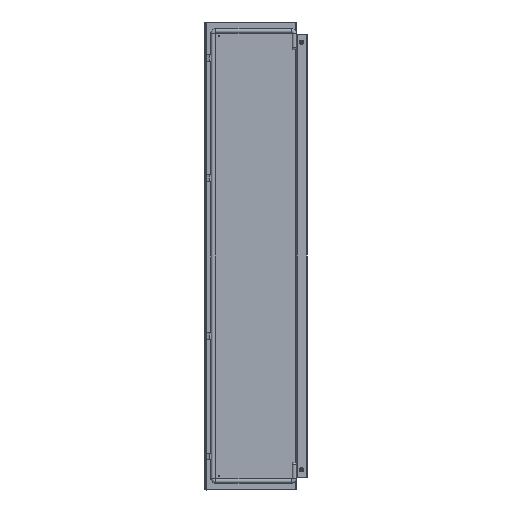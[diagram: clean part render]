
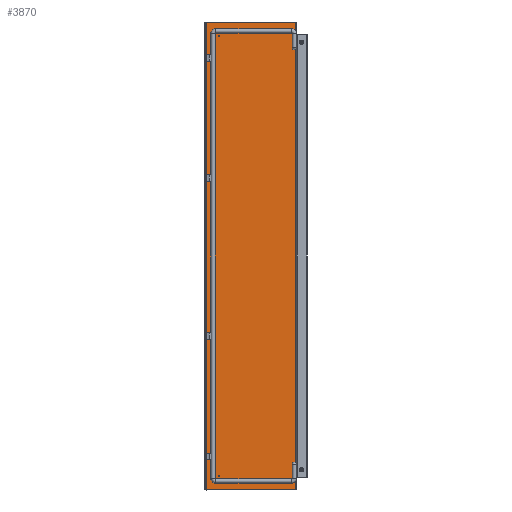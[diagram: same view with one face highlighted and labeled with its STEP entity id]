
A CAD part, left-side view. The second image highlights one B-rep face of the part: STEP entity #3870.
In plain terms, the highlighted planar face has unit normal (-1, 0, 0).
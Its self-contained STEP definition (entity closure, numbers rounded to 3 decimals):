
#1805=CARTESIAN_POINT('Vertex',(0.,-190.2,-994.5)) ;
#1828=CARTESIAN_POINT('Vertex',(0.,190.442,994.5)) ;
#1859=CARTESIAN_POINT('Vertex',(0.,-190.2,994.5)) ;
#1907=CARTESIAN_POINT('Line Origine',(0.,0.121,-994.5)) ;
#1911=CARTESIAN_POINT('Vertex',(0.,190.442,-994.5)) ;
#1943=CARTESIAN_POINT('Line Origine',(0.,0.121,994.5)) ;
#1996=CARTESIAN_POINT('Line Origine',(0.,190.442,0.)) ;
#2013=CARTESIAN_POINT('Line Origine',(0.,-190.2,0.)) ;
#3775=CARTESIAN_POINT('Axis2P3D Location',(0.,190.442,998.)) ;
#3787=CARTESIAN_POINT('Control Point',(0.,135.6,938.)) ;
#3788=CARTESIAN_POINT('Control Point',(0.,135.6,937.466)) ;
#3789=CARTESIAN_POINT('Control Point',(0.,135.705,936.932)) ;
#3790=CARTESIAN_POINT('Control Point',(0.,135.915,936.425)) ;
#3791=CARTESIAN_POINT('Control Point',(0.,136.522,935.522)) ;
#3792=CARTESIAN_POINT('Control Point',(0.,137.425,934.915)) ;
#3793=CARTESIAN_POINT('Control Point',(0.,137.932,934.705)) ;
#3794=CARTESIAN_POINT('Control Point',(0.,139.,934.495)) ;
#3795=CARTESIAN_POINT('Control Point',(0.,140.068,934.705)) ;
#3796=CARTESIAN_POINT('Control Point',(0.,140.575,934.915)) ;
#3797=CARTESIAN_POINT('Control Point',(0.,141.478,935.522)) ;
#3798=CARTESIAN_POINT('Control Point',(0.,142.085,936.425)) ;
#3799=CARTESIAN_POINT('Control Point',(0.,142.295,936.932)) ;
#3800=CARTESIAN_POINT('Control Point',(0.,142.4,937.466)) ;
#3801=CARTESIAN_POINT('Control Point',(0.,142.4,938.)) ;
#3802=CARTESIAN_POINT('Vertex',(0.,142.4,938.)) ;
#3804=CARTESIAN_POINT('Vertex',(0.,135.6,938.)) ;
#3808=CARTESIAN_POINT('Control Point',(0.,142.4,938.)) ;
#3809=CARTESIAN_POINT('Control Point',(0.,142.4,938.534)) ;
#3810=CARTESIAN_POINT('Control Point',(0.,142.295,939.068)) ;
#3811=CARTESIAN_POINT('Control Point',(0.,142.085,939.575)) ;
#3812=CARTESIAN_POINT('Control Point',(0.,141.478,940.478)) ;
#3813=CARTESIAN_POINT('Control Point',(0.,140.575,941.085)) ;
#3814=CARTESIAN_POINT('Control Point',(0.,140.068,941.295)) ;
#3815=CARTESIAN_POINT('Control Point',(0.,139.,941.505)) ;
#3816=CARTESIAN_POINT('Control Point',(0.,137.932,941.295)) ;
#3817=CARTESIAN_POINT('Control Point',(0.,137.425,941.085)) ;
#3818=CARTESIAN_POINT('Control Point',(0.,136.522,940.478)) ;
#3819=CARTESIAN_POINT('Control Point',(0.,135.915,939.575)) ;
#3820=CARTESIAN_POINT('Control Point',(0.,135.705,939.068)) ;
#3821=CARTESIAN_POINT('Control Point',(0.,135.6,938.534)) ;
#3822=CARTESIAN_POINT('Control Point',(0.,135.6,938.)) ;
#3829=CARTESIAN_POINT('Control Point',(0.,135.6,-938.)) ;
#3830=CARTESIAN_POINT('Control Point',(0.,135.6,-938.534)) ;
#3831=CARTESIAN_POINT('Control Point',(0.,135.705,-939.068)) ;
#3832=CARTESIAN_POINT('Control Point',(0.,135.915,-939.575)) ;
#3833=CARTESIAN_POINT('Control Point',(0.,136.522,-940.478)) ;
#3834=CARTESIAN_POINT('Control Point',(0.,137.425,-941.085)) ;
#3835=CARTESIAN_POINT('Control Point',(0.,137.932,-941.295)) ;
#3836=CARTESIAN_POINT('Control Point',(0.,139.,-941.505)) ;
#3837=CARTESIAN_POINT('Control Point',(0.,140.068,-941.295)) ;
#3838=CARTESIAN_POINT('Control Point',(0.,140.575,-941.085)) ;
#3839=CARTESIAN_POINT('Control Point',(0.,141.478,-940.478)) ;
#3840=CARTESIAN_POINT('Control Point',(0.,142.085,-939.575)) ;
#3841=CARTESIAN_POINT('Control Point',(0.,142.295,-939.068)) ;
#3842=CARTESIAN_POINT('Control Point',(0.,142.4,-938.534)) ;
#3843=CARTESIAN_POINT('Control Point',(0.,142.4,-938.)) ;
#3844=CARTESIAN_POINT('Vertex',(0.,142.4,-938.)) ;
#3846=CARTESIAN_POINT('Vertex',(0.,135.6,-938.)) ;
#3850=CARTESIAN_POINT('Control Point',(0.,142.4,-938.)) ;
#3851=CARTESIAN_POINT('Control Point',(0.,142.4,-937.466)) ;
#3852=CARTESIAN_POINT('Control Point',(0.,142.295,-936.932)) ;
#3853=CARTESIAN_POINT('Control Point',(0.,142.085,-936.425)) ;
#3854=CARTESIAN_POINT('Control Point',(0.,141.478,-935.522)) ;
#3855=CARTESIAN_POINT('Control Point',(0.,140.575,-934.915)) ;
#3856=CARTESIAN_POINT('Control Point',(0.,140.068,-934.705)) ;
#3857=CARTESIAN_POINT('Control Point',(0.,139.,-934.495)) ;
#3858=CARTESIAN_POINT('Control Point',(0.,137.932,-934.705)) ;
#3859=CARTESIAN_POINT('Control Point',(0.,137.425,-934.915)) ;
#3860=CARTESIAN_POINT('Control Point',(0.,136.522,-935.522)) ;
#3861=CARTESIAN_POINT('Control Point',(0.,135.915,-936.425)) ;
#3862=CARTESIAN_POINT('Control Point',(0.,135.705,-936.932)) ;
#3863=CARTESIAN_POINT('Control Point',(0.,135.6,-937.466)) ;
#3864=CARTESIAN_POINT('Control Point',(0.,135.6,-938.)) ;
#1908=DIRECTION('Vector Direction',(0.,-1.,0.)) ;
#1944=DIRECTION('Vector Direction',(0.,-1.,0.)) ;
#1997=DIRECTION('Vector Direction',(0.,0.,1.)) ;
#2014=DIRECTION('Vector Direction',(0.,0.,-1.)) ;
#3776=DIRECTION('Axis2P3D Direction',(1.,0.,0.)) ;
#3777=DIRECTION('Axis2P3D XDirection',(0.,-1.,0.)) ;
#3778=AXIS2_PLACEMENT_3D('Plane Axis2P3D',#3775,#3776,#3777) ;
#3781=ORIENTED_EDGE('',*,*,#1947,.F.) ;
#3782=ORIENTED_EDGE('',*,*,#2000,.T.) ;
#3783=ORIENTED_EDGE('',*,*,#1913,.T.) ;
#3784=ORIENTED_EDGE('',*,*,#2017,.F.) ;
#3825=ORIENTED_EDGE('',*,*,#3806,.F.) ;
#3826=ORIENTED_EDGE('',*,*,#3823,.F.) ;
#3867=ORIENTED_EDGE('',*,*,#3848,.F.) ;
#3868=ORIENTED_EDGE('',*,*,#3865,.F.) ;
#3827=FACE_BOUND('',#3824,.T.) ;
#3869=FACE_BOUND('',#3866,.T.) ;
#1909=VECTOR('Line Direction',#1908,1.) ;
#1945=VECTOR('Line Direction',#1944,1.) ;
#1998=VECTOR('Line Direction',#1997,1.) ;
#2015=VECTOR('Line Direction',#2014,1.) ;
#3870=ADVANCED_FACE('Body.8',(#3785,#3827,#3869),#3779,.F.) ;
#3786=B_SPLINE_CURVE_WITH_KNOTS('',5,(#3787,#3788,#3789,#3790,#3791,#3792,#3793,#3794,#3795,#3796,#3797,#3798,#3799,#3800,#3801),.UNSPECIFIED.,.F.,.U.,(6,3,3,3,6),(0.,2.67,5.341,8.011,10.681),.UNSPECIFIED.) ;
#3807=B_SPLINE_CURVE_WITH_KNOTS('',5,(#3808,#3809,#3810,#3811,#3812,#3813,#3814,#3815,#3816,#3817,#3818,#3819,#3820,#3821,#3822),.UNSPECIFIED.,.F.,.U.,(6,3,3,3,6),(10.681,13.352,16.022,18.692,21.363),.UNSPECIFIED.) ;
#3828=B_SPLINE_CURVE_WITH_KNOTS('',5,(#3829,#3830,#3831,#3832,#3833,#3834,#3835,#3836,#3837,#3838,#3839,#3840,#3841,#3842,#3843),.UNSPECIFIED.,.F.,.U.,(6,3,3,3,6),(0.,2.67,5.341,8.011,10.681),.UNSPECIFIED.) ;
#3849=B_SPLINE_CURVE_WITH_KNOTS('',5,(#3850,#3851,#3852,#3853,#3854,#3855,#3856,#3857,#3858,#3859,#3860,#3861,#3862,#3863,#3864),.UNSPECIFIED.,.F.,.U.,(6,3,3,3,6),(10.681,13.352,16.022,18.692,21.363),.UNSPECIFIED.) ;
#1913=EDGE_CURVE('',#1912,#1806,#1910,.T.) ;
#1947=EDGE_CURVE('',#1829,#1860,#1946,.T.) ;
#2000=EDGE_CURVE('',#1829,#1912,#1999,.F.) ;
#2017=EDGE_CURVE('',#1860,#1806,#2016,.T.) ;
#3806=EDGE_CURVE('',#3803,#3805,#3786,.F.) ;
#3823=EDGE_CURVE('',#3805,#3803,#3807,.F.) ;
#3848=EDGE_CURVE('',#3845,#3847,#3828,.F.) ;
#3865=EDGE_CURVE('',#3847,#3845,#3849,.F.) ;
#3780=EDGE_LOOP('',(#3781,#3782,#3783,#3784)) ;
#3824=EDGE_LOOP('',(#3825,#3826)) ;
#3866=EDGE_LOOP('',(#3867,#3868)) ;
#3785=FACE_OUTER_BOUND('',#3780,.T.) ;
#1910=LINE('Line',#1907,#1909) ;
#1946=LINE('Line',#1943,#1945) ;
#1999=LINE('Line',#1996,#1998) ;
#2016=LINE('Line',#2013,#2015) ;
#3779=PLANE('',#3778) ;
#1806=VERTEX_POINT('',#1805) ;
#1829=VERTEX_POINT('',#1828) ;
#1860=VERTEX_POINT('',#1859) ;
#1912=VERTEX_POINT('',#1911) ;
#3803=VERTEX_POINT('',#3802) ;
#3805=VERTEX_POINT('',#3804) ;
#3845=VERTEX_POINT('',#3844) ;
#3847=VERTEX_POINT('',#3846) ;
